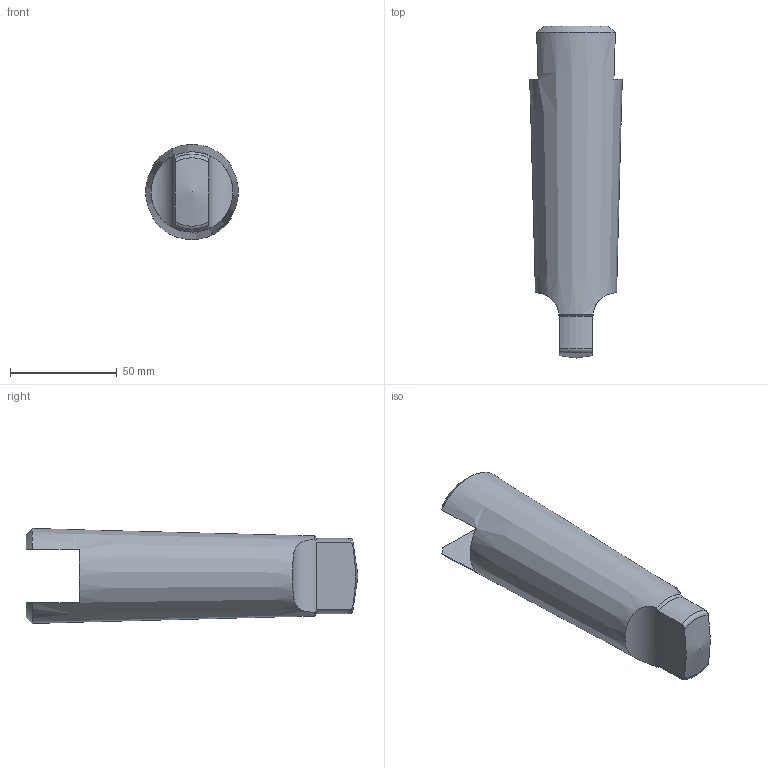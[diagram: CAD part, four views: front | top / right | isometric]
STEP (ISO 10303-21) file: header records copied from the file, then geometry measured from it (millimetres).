
FILE_DESCRIPTION(/* description */ (''),/* implementation_level */ '2;1');
FILE_NAME(/* name */ 'Part 004.stp',/* time_stamp */ '2015-02-19T13:44:17+02:00',/* author */ ('SFC'),/* organization */ (''),/* preprocessor_version */ 'ST-DEVELOPER v15.2',/* originating_system */ 'Autodesk Inventor 2014',/* authorisation */ '');
FILE_SCHEMA (('AUTOMOTIVE_DESIGN { 1 0 10303 214 3 1 1 }'));
Length unit declared in the file: millimetre
Products named in the file (1): Part 004
Bounding box: 43.41 x 155.5 x 44.56 mm (x, y, z)
Volume: 160454.5 mm3; surface area: 21784.5 mm2
Topology: 1 solids, 1 shells, 19 faces, 54 edges, 36 vertices
Faces by surface type: plane 7, cone 6, cylinder 4, torus 2
Entity records: 708 total; most frequent: CARTESIAN_POINT 248, ORIENTED_EDGE 100, DIRECTION 82, EDGE_CURVE 50, VERTEX_POINT 34, AXIS2_PLACEMENT_3D 34, EDGE_LOOP 20, FACE_OUTER_BOUND 19
